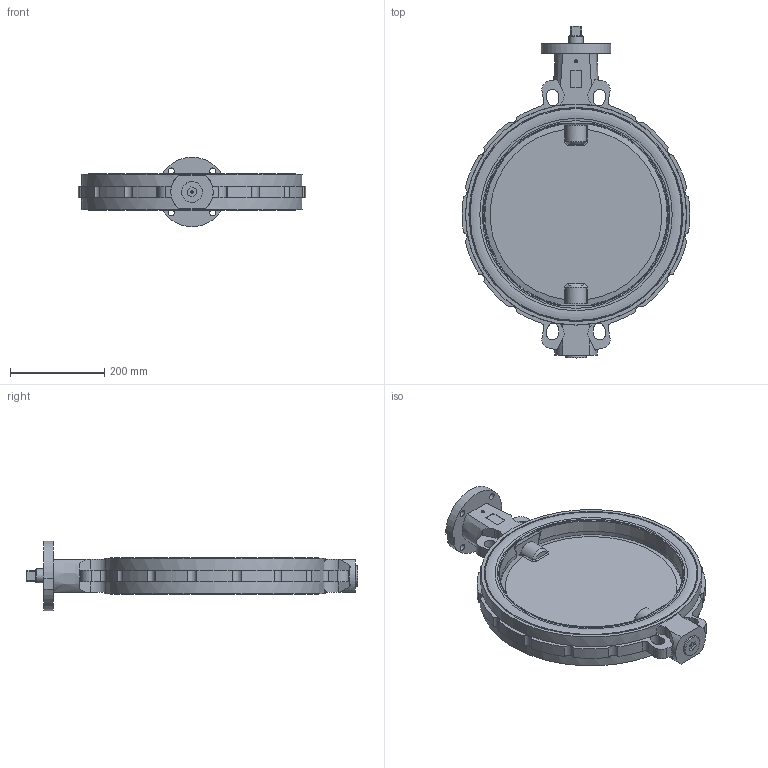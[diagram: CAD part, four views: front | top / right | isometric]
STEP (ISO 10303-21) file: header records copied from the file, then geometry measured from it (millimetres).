
FILE_DESCRIPTION(/* description */ (''),/* implementation_level */ '2;1');
FILE_NAME(/* name */ 'Z011-WN DN400.stp',/* time_stamp */ '2019-06-05T13:41:00+02:00',/* author */ ('hellwig'),/* organization */ (''),/* preprocessor_version */ 'ST-DEVELOPER v16.5',/* originating_system */ 'Autodesk Inventor 2017',/* authorisation */ '');
FILE_SCHEMA (('CONFIG_CONTROL_DESIGN'));
Length unit declared in the file: millimetre
Products named in the file (1): M14837
Bounding box: 484.34 x 706 x 147.72 mm (x, y, z)
Volume: 6629596.9 mm3; surface area: 822944.8 mm2
Topology: 1 solids, 8 shells, 845 faces, 2266 edges, 1485 vertices
Faces by surface type: plane 367, cylinder 191, bspline 187, cone 51, torus 49
Full cylindrical faces by diameter (mm): 4.917 x2, 5.5 x1, 6.647 x2, 13.5 x4, 24.3 x1, 24.5 x1, 25.5 x6, 26 x1, 29.5 x2, 30 x12, 30.1 x4, 30.2 x4, 30.35 x4, 34.6 x4, 34.95 x4, 35 x3, 36.376 x2, 38.3 x1, 43.9 x1, 44 x1, 54 x2, 55.4 x2, 85.1 x1, 408 x2, 453 x2, 455.5 x2, 470 x2
Entity records: 29122 total; most frequent: CARTESIAN_POINT 8834, ORIENTED_EDGE 4124, DIRECTION 3552, EDGE_CURVE 2062, VERTEX_POINT 1430, AXIS2_PLACEMENT_3D 1256, EDGE_LOOP 1084, LINE 1040
